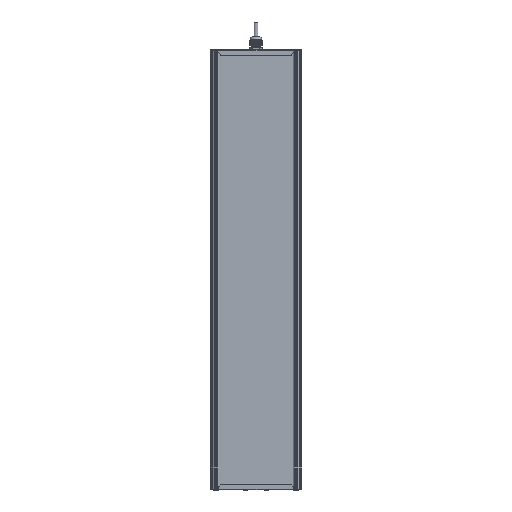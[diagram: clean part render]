
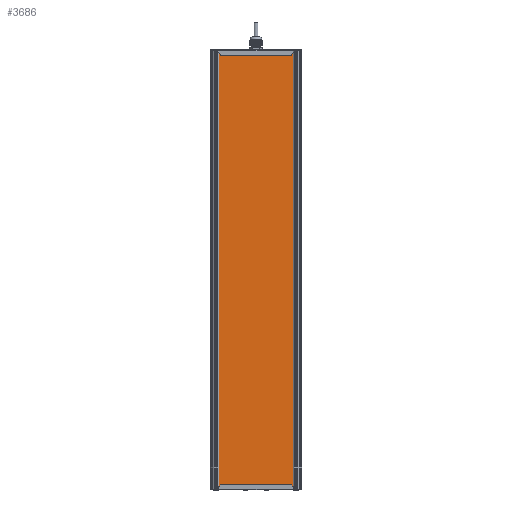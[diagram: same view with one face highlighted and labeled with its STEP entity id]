
A CAD part, front view. The second image highlights one B-rep face of the part: STEP entity #3686.
In plain terms, the highlighted face is planar.
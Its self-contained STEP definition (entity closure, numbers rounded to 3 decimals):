
#3686=ADVANCED_FACE('',(#12694),#12696,.T.);
#12694=FACE_BOUND('',#12695,.T.);
#12695=EDGE_LOOP('',(#39231,#39232,#39233,#39234));
#12696=PLANE('',#12697);
#12697=AXIS2_PLACEMENT_3D('',#12698,#12699,#12700);
#12698=CARTESIAN_POINT('',(2111.497,401.002,-34.582));
#12699=DIRECTION('',(0.,0.,-1.));
#12700=DIRECTION('',(0.,1.,0.));
#39231=ORIENTED_EDGE('',*,*,#45773,.F.);
#39232=ORIENTED_EDGE('',*,*,#45772,.T.);
#39233=ORIENTED_EDGE('',*,*,#45774,.F.);
#39234=ORIENTED_EDGE('',*,*,#45775,.F.);
#45772=EDGE_CURVE('',#51336,#51340,#51342,.T.);
#45773=EDGE_CURVE('',#51336,#51343,#51344,.T.);
#45774=EDGE_CURVE('',#51345,#51340,#51346,.T.);
#45775=EDGE_CURVE('',#51343,#51345,#51347,.T.);
#51336=VERTEX_POINT('',#70026);
#51340=VERTEX_POINT('',#70034);
#51342=LINE('',#70038,#70039);
#51343=VERTEX_POINT('',#70041);
#51344=LINE('',#70042,#70043);
#51345=VERTEX_POINT('',#70045);
#51346=LINE('',#70046,#70047);
#51347=LINE('',#70049,#70050);
#70026=CARTESIAN_POINT('',(2111.497,565.13,-34.582));
#70034=CARTESIAN_POINT('',(3007.497,565.13,-34.582));
#70038=CARTESIAN_POINT('',(2111.497,565.13,-34.582));
#70039=VECTOR('',#70040,1.);
#70040=DIRECTION('',(1.,0.,0.));
#70041=CARTESIAN_POINT('',(2111.497,401.002,-34.582));
#70042=CARTESIAN_POINT('',(2111.497,565.13,-34.582));
#70043=VECTOR('',#70044,1.);
#70044=DIRECTION('',(0.,-1.,0.));
#70045=CARTESIAN_POINT('',(3007.497,401.002,-34.582));
#70046=CARTESIAN_POINT('',(3007.497,401.002,-34.582));
#70047=VECTOR('',#70048,1.);
#70048=DIRECTION('',(0.,1.,0.));
#70049=CARTESIAN_POINT('',(2111.497,401.002,-34.582));
#70050=VECTOR('',#70051,1.);
#70051=DIRECTION('',(1.,0.,0.));
